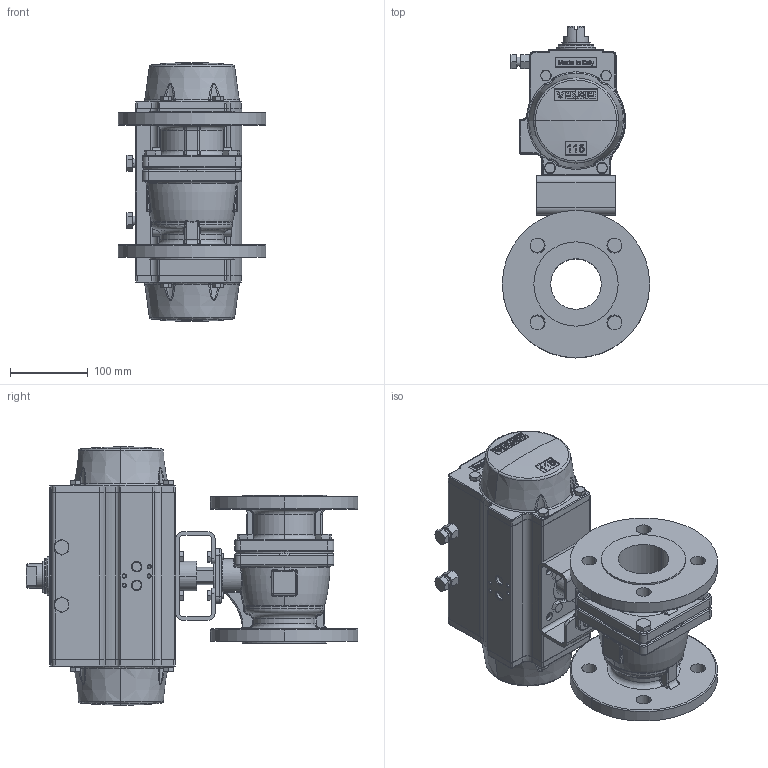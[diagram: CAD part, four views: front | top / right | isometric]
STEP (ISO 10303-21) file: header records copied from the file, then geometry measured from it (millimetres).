
FILE_DESCRIPTION (( 'STEP AP203' ), '1' );
FILE_NAME ('2000F-250_UT-3.5.STEP', '2017-12-19T21:29:48', ( '' ), ( '' ), 'SwSTEP 2.0', 'SolidWorks 2014', '' );
FILE_SCHEMA (( 'CONFIG_CONTROL_DESIGN' ));
Length unit declared in the file: inch
Products named in the file (1): 2000F-250_UT-3.5
Bounding box: 189.74 x 427.06 x 333.18 mm (x, y, z)
Surface area: 511716 mm2 (no closed solid volume)
Topology: 0 solids, 37 shells, 1418 faces, 4518 edges, 3018 vertices
Faces by surface type: plane 476, bspline 318, cylinder 318, cone 194, torus 62, sphere 50
Entity records: 72388 total; most frequent: CARTESIAN_POINT 35663, ORIENTED_EDGE 7480, DIRECTION 7070, EDGE_CURVE 4494, VERTEX_POINT 3018, AXIS2_PLACEMENT_3D 2715, VECTOR 1640, LINE 1640
